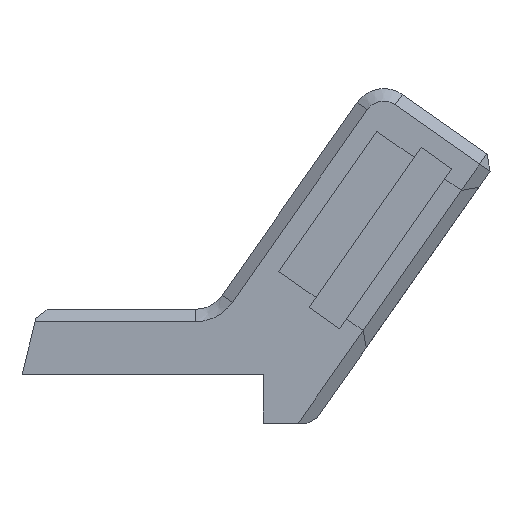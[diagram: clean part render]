
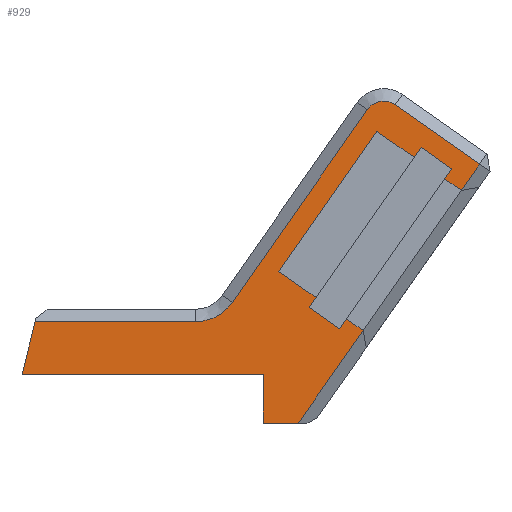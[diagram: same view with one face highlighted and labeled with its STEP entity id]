
A CAD part, front view. The second image highlights one B-rep face of the part: STEP entity #929.
In plain terms, the highlighted planar face has unit normal (0, -1, 0).
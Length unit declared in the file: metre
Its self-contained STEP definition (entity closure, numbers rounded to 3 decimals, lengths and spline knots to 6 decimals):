
#41=CIRCLE('',#1003,0.002768);
#42=CIRCLE('',#1004,0.001232);
#152=ORIENTED_EDGE('',*,*,#393,.T.);
#153=ORIENTED_EDGE('',*,*,#394,.T.);
#154=ORIENTED_EDGE('',*,*,#369,.F.);
#155=ORIENTED_EDGE('',*,*,#376,.T.);
#156=ORIENTED_EDGE('',*,*,#379,.T.);
#157=ORIENTED_EDGE('',*,*,#384,.T.);
#158=ORIENTED_EDGE('',*,*,#395,.T.);
#159=ORIENTED_EDGE('',*,*,#344,.F.);
#160=ORIENTED_EDGE('',*,*,#336,.F.);
#161=ORIENTED_EDGE('',*,*,#320,.F.);
#162=ORIENTED_EDGE('',*,*,#328,.F.);
#163=ORIENTED_EDGE('',*,*,#323,.F.);
#164=ORIENTED_EDGE('',*,*,#325,.F.);
#165=ORIENTED_EDGE('',*,*,#327,.T.);
#166=ORIENTED_EDGE('',*,*,#331,.T.);
#167=ORIENTED_EDGE('',*,*,#334,.T.);
#168=ORIENTED_EDGE('',*,*,#340,.T.);
#169=ORIENTED_EDGE('',*,*,#343,.T.);
#170=ORIENTED_EDGE('',*,*,#396,.T.);
#171=ORIENTED_EDGE('',*,*,#397,.T.);
#172=ORIENTED_EDGE('',*,*,#398,.T.);
#173=ORIENTED_EDGE('',*,*,#399,.T.);
#320=EDGE_CURVE('',#449,#446,#532,.T.);
#323=EDGE_CURVE('',#451,#450,#535,.T.);
#325=EDGE_CURVE('',#452,#451,#537,.T.);
#327=EDGE_CURVE('',#452,#453,#539,.T.);
#328=EDGE_CURVE('',#450,#449,#540,.T.);
#331=EDGE_CURVE('',#453,#455,#543,.T.);
#334=EDGE_CURVE('',#455,#457,#546,.T.);
#336=EDGE_CURVE('',#446,#458,#548,.T.);
#340=EDGE_CURVE('',#457,#461,#552,.T.);
#343=EDGE_CURVE('',#461,#463,#555,.T.);
#344=EDGE_CURVE('',#458,#464,#556,.T.);
#369=EDGE_CURVE('',#488,#489,#578,.T.);
#376=EDGE_CURVE('',#488,#494,#582,.T.);
#379=EDGE_CURVE('',#494,#496,#585,.T.);
#384=EDGE_CURVE('',#496,#500,#590,.T.);
#393=EDGE_CURVE('',#509,#510,#41,.F.);
#394=EDGE_CURVE('',#510,#489,#599,.T.);
#395=EDGE_CURVE('',#500,#464,#600,.T.);
#396=EDGE_CURVE('',#463,#511,#601,.T.);
#397=EDGE_CURVE('',#511,#512,#602,.T.);
#398=EDGE_CURVE('',#512,#513,#42,.T.);
#399=EDGE_CURVE('',#513,#509,#603,.T.);
#446=VERTEX_POINT('',#1320);
#449=VERTEX_POINT('',#1325);
#450=VERTEX_POINT('',#1329);
#451=VERTEX_POINT('',#1331);
#452=VERTEX_POINT('',#1335);
#453=VERTEX_POINT('',#1339);
#455=VERTEX_POINT('',#1346);
#457=VERTEX_POINT('',#1352);
#458=VERTEX_POINT('',#1357);
#461=VERTEX_POINT('',#1363);
#463=VERTEX_POINT('',#1369);
#464=VERTEX_POINT('',#1373);
#488=VERTEX_POINT('',#1425);
#489=VERTEX_POINT('',#1427);
#494=VERTEX_POINT('',#1439);
#496=VERTEX_POINT('',#1445);
#500=VERTEX_POINT('',#1455);
#509=VERTEX_POINT('',#1476);
#510=VERTEX_POINT('',#1477);
#511=VERTEX_POINT('',#1481);
#512=VERTEX_POINT('',#1483);
#513=VERTEX_POINT('',#1485);
#532=LINE('',#1326,#638);
#535=LINE('',#1332,#641);
#537=LINE('',#1336,#643);
#539=LINE('',#1340,#645);
#540=LINE('',#1342,#646);
#543=LINE('',#1347,#649);
#546=LINE('',#1353,#652);
#548=LINE('',#1356,#654);
#552=LINE('',#1364,#658);
#555=LINE('',#1370,#661);
#556=LINE('',#1372,#662);
#578=LINE('',#1426,#684);
#582=LINE('',#1440,#688);
#585=LINE('',#1446,#691);
#590=LINE('',#1456,#696);
#599=LINE('',#1478,#705);
#600=LINE('',#1479,#706);
#601=LINE('',#1480,#707);
#602=LINE('',#1482,#708);
#603=LINE('',#1486,#709);
#638=VECTOR('',#1065,1.);
#641=VECTOR('',#1070,1.);
#643=VECTOR('',#1074,1.);
#645=VECTOR('',#1078,1.);
#646=VECTOR('',#1081,1.);
#649=VECTOR('',#1084,1.);
#652=VECTOR('',#1089,1.);
#654=VECTOR('',#1093,1.);
#658=VECTOR('',#1097,1.);
#661=VECTOR('',#1102,1.);
#662=VECTOR('',#1105,1.);
#684=VECTOR('',#1141,1.);
#688=VECTOR('',#1153,1.);
#691=VECTOR('',#1158,1.);
#696=VECTOR('',#1165,1.);
#705=VECTOR('',#1180,1.);
#706=VECTOR('',#1181,1.);
#707=VECTOR('',#1182,1.);
#708=VECTOR('',#1183,1.);
#709=VECTOR('',#1186,1.);
#758=EDGE_LOOP('',(#152,#153,#154,#155,#156,#157,#158,#159,#160,#161,#162,
#163,#164,#165,#166,#167,#168,#169,#170,#171,#172,#173));
#824=FACE_BOUND('',#758,.T.);
#887=PLANE('',#1002);
#929=ADVANCED_FACE('',(#824),#887,.T.);
#1002=AXIS2_PLACEMENT_3D('',#1474,#1176,#1177);
#1003=AXIS2_PLACEMENT_3D('',#1475,#1178,#1179);
#1004=AXIS2_PLACEMENT_3D('',#1484,#1184,#1185);
#1065=DIRECTION('',(0.819,0.,-0.574));
#1070=DIRECTION('',(0.819,0.,-0.574));
#1074=DIRECTION('',(-0.574,0.,-0.819));
#1078=DIRECTION('',(0.819,0.,-0.574));
#1081=DIRECTION('',(-0.574,0.,-0.819));
#1084=DIRECTION('',(0.574,0.,0.819));
#1089=DIRECTION('',(0.819,0.,-0.574));
#1093=DIRECTION('',(0.574,0.,0.819));
#1097=DIRECTION('',(-0.574,0.,-0.819));
#1102=DIRECTION('',(0.819,0.,-0.574));
#1105=DIRECTION('',(0.819,0.,-0.574));
#1141=DIRECTION('',(0.242,0.,0.97));
#1153=DIRECTION('',(1.,0.,0.));
#1158=DIRECTION('',(0.,0.,-1.));
#1165=DIRECTION('',(1.,0.,0.));
#1176=DIRECTION('',(0.,-1.,0.));
#1177=DIRECTION('',(1.,0.,0.));
#1178=DIRECTION('',(0.,-1.,0.));
#1179=DIRECTION('',(0.,0.,-1.));
#1180=DIRECTION('',(-1.,0.,0.));
#1181=DIRECTION('',(0.574,0.,0.819));
#1182=DIRECTION('',(0.574,0.,0.819));
#1183=DIRECTION('',(-0.819,0.,0.574));
#1184=DIRECTION('',(0.,-1.,0.));
#1185=DIRECTION('',(0.,0.,-1.));
#1186=DIRECTION('',(-0.574,0.,-0.819));
#1320=CARTESIAN_POINT('',(-0.038496,-0.12,0.002785));
#1325=CARTESIAN_POINT('',(-0.04038,-0.12,0.004105));
#1326=CARTESIAN_POINT('',(-0.039438,-0.12,0.003445));
#1329=CARTESIAN_POINT('',(-0.03995,-0.12,0.004719));
#1331=CARTESIAN_POINT('',(-0.042244,-0.12,0.006325));
#1332=CARTESIAN_POINT('',(-0.041097,-0.12,0.005522));
#1335=CARTESIAN_POINT('',(-0.036221,-0.12,0.014926));
#1336=CARTESIAN_POINT('',(-0.040738,-0.12,0.008475));
#1339=CARTESIAN_POINT('',(-0.033927,-0.12,0.01332));
#1340=CARTESIAN_POINT('',(-0.035074,-0.12,0.014123));
#1342=CARTESIAN_POINT('',(-0.040165,-0.12,0.004412));
#1346=CARTESIAN_POINT('',(-0.033497,-0.12,0.013935));
#1347=CARTESIAN_POINT('',(-0.033712,-0.12,0.013627));
#1352=CARTESIAN_POINT('',(-0.031613,-0.12,0.012615));
#1353=CARTESIAN_POINT('',(-0.032555,-0.12,0.013275));
#1356=CARTESIAN_POINT('',(-0.038281,-0.12,0.003093));
#1357=CARTESIAN_POINT('',(-0.038066,-0.12,0.0034));
#1363=CARTESIAN_POINT('',(-0.032043,-0.12,0.012001));
#1364=CARTESIAN_POINT('',(-0.031828,-0.12,0.012308));
#1369=CARTESIAN_POINT('',(-0.031035,-0.12,0.011294));
#1370=CARTESIAN_POINT('',(-0.031224,-0.12,0.011427));
#1372=CARTESIAN_POINT('',(-0.037247,-0.12,0.002826));
#1373=CARTESIAN_POINT('',(-0.037057,-0.12,0.002693));
#1425=CARTESIAN_POINT('',(-0.058005,-0.12,0.));
#1426=CARTESIAN_POINT('',(-0.057506,-0.12,0.002));
#1427=CARTESIAN_POINT('',(-0.057199,-0.12,0.003232));
#1439=CARTESIAN_POINT('',(-0.043205,-0.12,0.));
#1440=CARTESIAN_POINT('',(-0.050605,-0.12,0.));
#1445=CARTESIAN_POINT('',(-0.043205,-0.12,-0.003));
#1446=CARTESIAN_POINT('',(-0.043205,-0.12,-0.0015));
#1455=CARTESIAN_POINT('',(-0.041044,-0.12,-0.003));
#1456=CARTESIAN_POINT('',(-0.041655,-0.12,-0.003));
#1474=CARTESIAN_POINT('',(-0.043416,-0.12,0.011051));
#1475=CARTESIAN_POINT('',(-0.047354,-0.12,0.006));
#1476=CARTESIAN_POINT('',(-0.045087,-0.12,0.004412));
#1477=CARTESIAN_POINT('',(-0.047354,-0.12,0.003232));
#1478=CARTESIAN_POINT('',(-0.043416,-0.12,0.003232));
#1479=CARTESIAN_POINT('',(-0.037057,-0.12,0.002693));
#1480=CARTESIAN_POINT('',(-0.029457,-0.12,0.013547));
#1481=CARTESIAN_POINT('',(-0.029898,-0.12,0.012918));
#1482=CARTESIAN_POINT('',(-0.035085,-0.12,0.016549));
#1483=CARTESIAN_POINT('',(-0.035085,-0.12,0.016549));
#1484=CARTESIAN_POINT('',(-0.035791,-0.12,0.015541));
#1485=CARTESIAN_POINT('',(-0.0368,-0.12,0.016247));
#1486=CARTESIAN_POINT('',(-0.045087,-0.12,0.004412));
